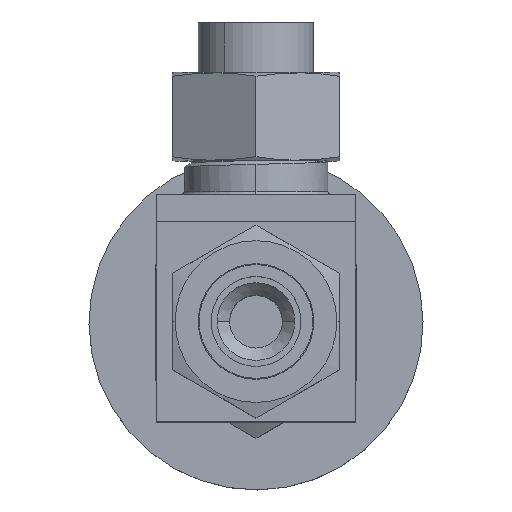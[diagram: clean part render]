
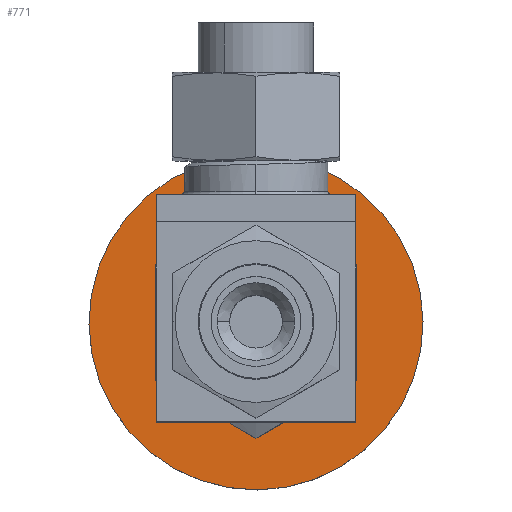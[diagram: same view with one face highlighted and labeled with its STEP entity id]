
A CAD part, top view. The second image highlights one B-rep face of the part: STEP entity #771.
In plain terms, the highlighted planar face has unit normal (0, 0, 1).
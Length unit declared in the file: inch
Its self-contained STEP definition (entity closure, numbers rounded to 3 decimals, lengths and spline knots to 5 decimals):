
#376 = DIRECTION ( 'NONE',  ( 0., 0., 1. ) ) ;
#771 = ADVANCED_FACE ( 'Defeatured_0_109', ( #1103, #14292 ), #1722, .T. ) ;
#932 = DIRECTION ( 'NONE',  ( 0., 0., 1. ) ) ;
#1103 = FACE_BOUND ( 'NONE', #8109, .T. ) ;
#1170 = EDGE_CURVE ( 'Defeatured_0_109+Defeatured_0_107+Defeatured_0_107+Defeatured_0_107', #2928, #10564, #1746, .T. ) ;
#1722 = PLANE ( 'NONE',  #14714 ) ;
#1746 = CIRCLE ( 'NONE', #11740, 0.94 ) ;
#1878 = CARTESIAN_POINT ( 'NONE',  ( 0.07986, -0.21845, -3.43824 ) ) ;
#1921 = VERTEX_POINT ( 'NONE', #5767 ) ;
#2153 = CIRCLE ( 'NONE', #6753, 0.5 ) ;
#2311 = VERTEX_POINT ( 'NONE', #11849 ) ;
#2928 = VERTEX_POINT ( 'NONE', #1878 ) ;
#3105 = CARTESIAN_POINT ( 'NONE',  ( 0.07228, 0.72152, -3.43824 ) ) ;
#3989 = AXIS2_PLACEMENT_3D ( 'NONE', #3105, #12370, #4432 ) ;
#4432 = DIRECTION ( 'NONE',  ( -0.008, 1., 0. ) ) ;
#5734 = CARTESIAN_POINT ( 'NONE',  ( 0.07228, 0.72152, -3.43824 ) ) ;
#5767 = CARTESIAN_POINT ( 'NONE',  ( 0.07631, 0.22154, -3.43824 ) ) ;
#5959 = DIRECTION ( 'NONE',  ( 0., 0., 1. ) ) ;
#6753 = AXIS2_PLACEMENT_3D ( 'NONE', #13873, #5959, #15193 ) ;
#7067 = DIRECTION ( 'NONE',  ( -0.008, 1., 0. ) ) ;
#7232 = CARTESIAN_POINT ( 'NONE',  ( 0.0647, 1.66149, -3.43824 ) ) ;
#8109 = EDGE_LOOP ( 'NONE', ( #10097, #15395 ) ) ;
#8225 = CARTESIAN_POINT ( 'NONE',  ( 0.07228, 0.72152, -3.43824 ) ) ;
#8804 = CARTESIAN_POINT ( 'NONE',  ( 0.07228, 0.72152, -3.43824 ) ) ;
#9148 = CIRCLE ( 'NONE', #13772, 0.94 ) ;
#9558 = DIRECTION ( 'NONE',  ( -0.008, 1., 0. ) ) ;
#9949 = ORIENTED_EDGE ( 'NONE', *, *, #1170, .T. ) ;
#10097 = ORIENTED_EDGE ( 'NONE', *, *, #10475, .F. ) ;
#10135 = DIRECTION ( 'NONE',  ( -0.008, 1., 0. ) ) ;
#10475 = EDGE_CURVE ( 'Defeatured_0_104+Defeatured_0_109+Defeatured_0_109+Defeatured_0_109', #2311, #1921, #2153, .T. ) ;
#10564 = VERTEX_POINT ( 'NONE', #7232 ) ;
#10932 = ORIENTED_EDGE ( 'NONE', *, *, #15907, .T. ) ;
#11258 = EDGE_CURVE ( 'Defeatured_0_104+Defeatured_0_109+Defeatured_0_109+Defeatured_0_109', #1921, #2311, #11963, .T. ) ;
#11740 = AXIS2_PLACEMENT_3D ( 'NONE', #8804, #932, #10135 ) ;
#11849 = CARTESIAN_POINT ( 'NONE',  ( 0.06825, 1.2215, -3.43824 ) ) ;
#11963 = CIRCLE ( 'NONE', #3989, 0.5 ) ;
#12187 = EDGE_LOOP ( 'NONE', ( #9949, #10932 ) ) ;
#12370 = DIRECTION ( 'NONE',  ( 0., 0., 1. ) ) ;
#13772 = AXIS2_PLACEMENT_3D ( 'NONE', #8225, #376, #9558 ) ;
#13873 = CARTESIAN_POINT ( 'NONE',  ( 0.07228, 0.72152, -3.43824 ) ) ;
#14292 = FACE_OUTER_BOUND ( 'NONE', #12187, .T. ) ;
#14714 = AXIS2_PLACEMENT_3D ( 'NONE', #5734, #14969, #7067 ) ;
#14969 = DIRECTION ( 'NONE',  ( 0., 0., 1. ) ) ;
#15193 = DIRECTION ( 'NONE',  ( -0.008, 1., 0. ) ) ;
#15395 = ORIENTED_EDGE ( 'NONE', *, *, #11258, .F. ) ;
#15907 = EDGE_CURVE ( 'Defeatured_0_109+Defeatured_0_107+Defeatured_0_107+Defeatured_0_107', #10564, #2928, #9148, .T. ) ;
